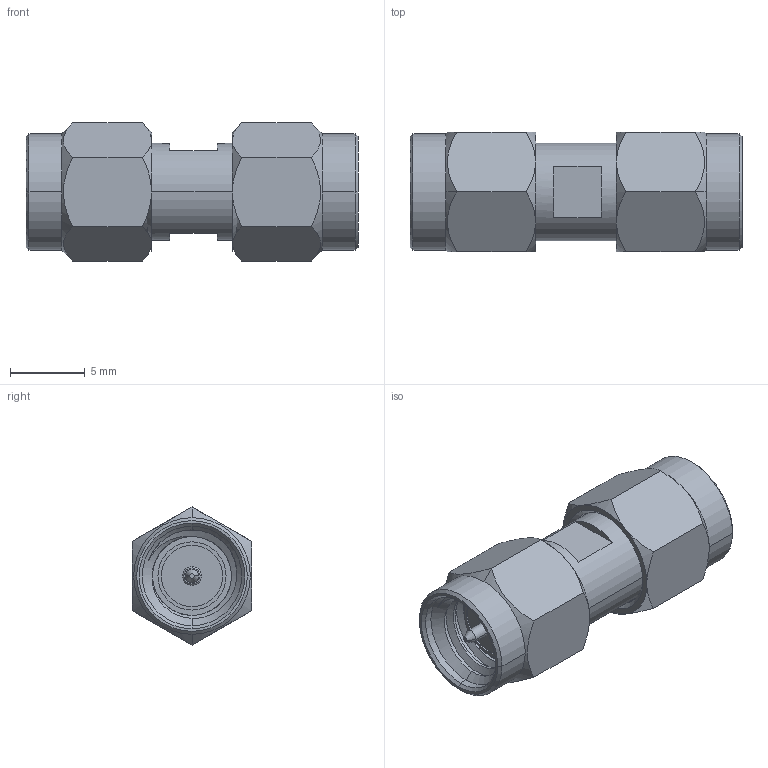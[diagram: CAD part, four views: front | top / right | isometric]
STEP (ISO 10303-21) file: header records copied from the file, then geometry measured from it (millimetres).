
FILE_DESCRIPTION((''),'2;1');
FILE_NAME('132168','2015-09-18T',('Rajagopal'),(''),'PRO/ENGINEER BY PARAMETRIC TECHNOLOGY CORPORATION, 2014440','PRO/ENGINEER BY PARAMETRIC TECHNOLOGY CORPORATION, 2014440','');
FILE_SCHEMA(('CONFIG_CONTROL_DESIGN'));
Length unit declared in the file: millimetre
Products named in the file (1): 132168
Bounding box: 22.2 x 8 x 9.24 mm (x, y, z)
Surface area: 1294.8 mm2 (no closed solid volume)
Topology: 0 solids, 12 shells, 118 faces, 292 edges, 190 vertices
Faces by surface type: cylinder 40, cone 38, plane 34, bspline 6
Entity records: 5641 total; most frequent: CARTESIAN_POINT 2842, DIRECTION 594, ORIENTED_EDGE 530, EDGE_CURVE 292, AXIS2_PLACEMENT_3D 250, VERTEX_POINT 190, CIRCLE 138, EDGE_LOOP 134
